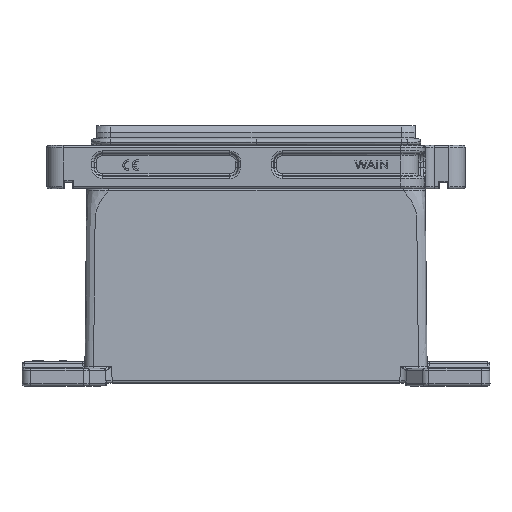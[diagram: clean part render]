
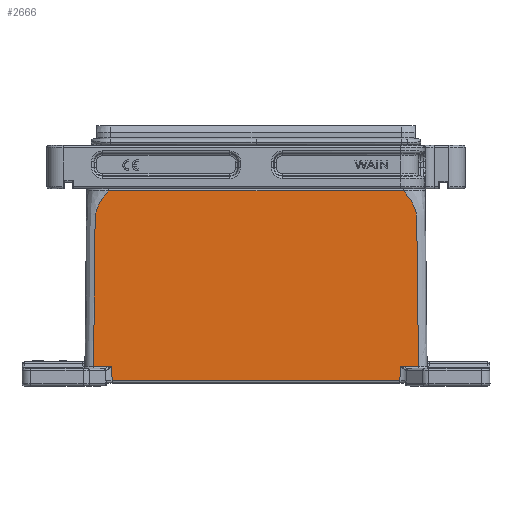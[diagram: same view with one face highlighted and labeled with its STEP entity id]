
A CAD part, top view. The second image highlights one B-rep face of the part: STEP entity #2666.
In plain terms, the highlighted planar face has unit normal (0, 0.011, 1).
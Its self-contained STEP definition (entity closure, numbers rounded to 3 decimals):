
#1363=FACE_OUTER_BOUND('',#6068,.T.);
#2666=ADVANCED_FACE('NONE',(#1363),#3748,.T.);
#3748=PLANE('',#22693);
#4606=B_SPLINE_CURVE_WITH_KNOTS('',3,(#34274,#34275,#34276,#34277),
 .UNSPECIFIED.,.F.,.F.,(4,4),(0.,1.),.UNSPECIFIED.);
#4642=B_SPLINE_CURVE_WITH_KNOTS('',3,(#34682,#34683,#34684,#34685),
 .UNSPECIFIED.,.F.,.F.,(4,4),(0.,1.),.UNSPECIFIED.);
#4644=B_SPLINE_CURVE_WITH_KNOTS('',3,(#34694,#34695,#34696,#34697,#34698,
#34699,#34700),.UNSPECIFIED.,.F.,.F.,(4,3,4),(0.,0.01,1.),
 .UNSPECIFIED.);
#4645=B_SPLINE_CURVE_WITH_KNOTS('',3,(#34701,#34702,#34703,#34704,#34705,
#34706,#34707,#34708,#34709,#34710,#34711,#34712),.UNSPECIFIED.,.F.,.F.,
(4,2,2,2,2,4),(0.,0.125,0.188,0.25,0.5,
1.),.UNSPECIFIED.);
#4646=B_SPLINE_CURVE_WITH_KNOTS('',3,(#34716,#34717,#34718,#34719,#34720,
#34721,#34722,#34723,#34724,#34725,#34726,#34727,#34728,#34729,#34730,#34731,
#34732,#34733,#34734,#34735,#34736,#34737,#34738,#34739,#34740,#34741,#34742,
#34743,#34744,#34745,#34746,#34747,#34748,#34749,#34750,#34751,#34752,#34753,
#34754,#34755,#34756,#34757,#34758,#34759,#34760,#34761,#34762,#34763,#34764,
#34765,#34766,#34767,#34768,#34769,#34770,#34771,#34772,#34773,#34774,#34775,
#34776),.UNSPECIFIED.,.F.,.F.,(4,1,1,1,1,1,1,1,2,2,2,2,1,1,1,1,1,2,2,2,
2,1,1,1,2,2,2,2,2,2,2,2,2,2,2,2,2,4),(0.,0.25,0.375,
0.437,0.469,0.484,0.492,
0.496,0.498,0.5,0.625,0.687,
0.719,0.734,0.742,0.746,
0.748,0.749,0.75,0.781,
0.797,0.805,0.809,0.811,
0.812,0.812,0.844,0.852,
0.855,0.859,0.867,0.871,
0.875,0.906,0.922,0.93,
0.937,1.),.UNSPECIFIED.);
#6068=EDGE_LOOP('',(#11423,#11424,#11425,#11426,#11427,#11428,#11429,#11430));
#7482=LINE('',#34272,#8787);
#7531=LINE('',#34692,#8836);
#7532=LINE('',#34714,#8837);
#8787=VECTOR('',#25141,1.);
#8836=VECTOR('',#25298,1.);
#8837=VECTOR('',#25299,1.);
#11423=ORIENTED_EDGE('',*,*,#19588,.T.);
#11424=ORIENTED_EDGE('',*,*,#19590,.F.);
#11425=ORIENTED_EDGE('',*,*,#19591,.T.);
#11426=ORIENTED_EDGE('',*,*,#19490,.T.);
#11427=ORIENTED_EDGE('',*,*,#19592,.F.);
#11428=ORIENTED_EDGE('',*,*,#19593,.F.);
#11429=ORIENTED_EDGE('',*,*,#19594,.F.);
#11430=ORIENTED_EDGE('',*,*,#19491,.T.);
#17156=VERTEX_POINT('',#33373);
#17224=VERTEX_POINT('',#34236);
#17226=VERTEX_POINT('',#34271);
#17227=VERTEX_POINT('',#34278);
#17272=VERTEX_POINT('',#34686);
#17273=VERTEX_POINT('',#34693);
#17274=VERTEX_POINT('',#34713);
#17275=VERTEX_POINT('',#34715);
#19490=EDGE_CURVE('NONE',#17156,#17226,#7482,.T.);
#19491=EDGE_CURVE('NONE',#17227,#17224,#4606,.T.);
#19588=EDGE_CURVE('NONE',#17224,#17272,#4642,.T.);
#19590=EDGE_CURVE('NONE',#17273,#17272,#7531,.T.);
#19591=EDGE_CURVE('NONE',#17273,#17156,#4644,.T.);
#19592=EDGE_CURVE('NONE',#17274,#17226,#4645,.T.);
#19593=EDGE_CURVE('NONE',#17275,#17274,#7532,.T.);
#19594=EDGE_CURVE('NONE',#17227,#17275,#4646,.T.);
#22693=AXIS2_PLACEMENT_3D('',#34777,#25300,#25301);
#25141=DIRECTION('',(1.,0.,0.));
#25298=DIRECTION('',(-1.,0.,0.));
#25299=DIRECTION('',(1.,0.,0.));
#25300=DIRECTION('',(0.,0.01,1.));
#25301=DIRECTION('',(0.,-1.,0.01));
#33373=CARTESIAN_POINT('',(174.507,8.989,-10.124));
#34236=CARTESIAN_POINT('',(41.459,8.99,-10.124));
#34271=CARTESIAN_POINT('',(182.942,8.99,-10.124));
#34272=CARTESIAN_POINT('',(25.911,8.99,-10.124));
#34274=CARTESIAN_POINT('',(33.024,8.99,-10.124));
#34275=CARTESIAN_POINT('',(35.835,8.99,-10.124));
#34276=CARTESIAN_POINT('',(38.647,8.99,-10.124));
#34277=CARTESIAN_POINT('',(41.459,8.99,-10.124));
#34278=CARTESIAN_POINT('',(33.024,8.99,-10.124));
#34682=CARTESIAN_POINT('',(41.459,8.99,-10.124));
#34683=CARTESIAN_POINT('',(41.49,6.763,-10.1));
#34684=CARTESIAN_POINT('',(41.522,4.537,-10.077));
#34685=CARTESIAN_POINT('',(41.554,2.311,-10.054));
#34686=CARTESIAN_POINT('',(41.554,2.311,-10.053));
#34692=CARTESIAN_POINT('',(38.439,2.311,-10.054));
#34693=CARTESIAN_POINT('',(174.411,2.311,-10.053));
#34694=CARTESIAN_POINT('',(174.41,2.244,-10.053));
#34695=CARTESIAN_POINT('',(174.411,2.266,-10.053));
#34696=CARTESIAN_POINT('',(174.411,2.288,-10.054));
#34697=CARTESIAN_POINT('',(174.411,2.311,-10.054));
#34698=CARTESIAN_POINT('',(174.443,4.537,-10.077));
#34699=CARTESIAN_POINT('',(174.475,6.763,-10.1));
#34700=CARTESIAN_POINT('',(174.507,8.989,-10.124));
#34701=CARTESIAN_POINT('',(175.942,90.011,-10.972));
#34702=CARTESIAN_POINT('',(178.167,87.668,-10.948));
#34703=CARTESIAN_POINT('',(180.187,84.959,-10.919));
#34704=CARTESIAN_POINT('',(181.906,80.139,-10.869));
#34705=CARTESIAN_POINT('',(182.21,78.41,-10.851));
#34706=CARTESIAN_POINT('',(182.259,74.939,-10.814));
#34707=CARTESIAN_POINT('',(182.269,73.203,-10.796));
#34708=CARTESIAN_POINT('',(182.361,64.526,-10.705));
#34709=CARTESIAN_POINT('',(182.432,57.584,-10.633));
#34710=CARTESIAN_POINT('',(182.651,36.758,-10.415));
#34711=CARTESIAN_POINT('',(182.796,22.874,-10.269));
#34712=CARTESIAN_POINT('',(182.942,8.99,-10.124));
#34713=CARTESIAN_POINT('',(175.942,90.011,-10.972));
#34714=CARTESIAN_POINT('',(32.63,90.011,-10.972));
#34715=CARTESIAN_POINT('',(40.023,90.011,-10.972));
#34716=CARTESIAN_POINT('',(33.024,8.99,-10.124));
#34717=CARTESIAN_POINT('',(33.095,15.762,-10.195));
#34718=CARTESIAN_POINT('',(33.201,25.921,-10.301));
#34719=CARTESIAN_POINT('',(33.325,37.773,-10.425));
#34720=CARTESIAN_POINT('',(33.387,43.699,-10.487));
#34721=CARTESIAN_POINT('',(33.418,46.662,-10.518));
#34722=CARTESIAN_POINT('',(33.434,48.144,-10.534));
#34723=CARTESIAN_POINT('',(33.441,48.884,-10.542));
#34724=CARTESIAN_POINT('',(33.445,49.255,-10.545));
#34725=CARTESIAN_POINT('',(33.447,49.413,-10.547));
#34726=CARTESIAN_POINT('',(33.448,49.519,-10.548));
#34727=CARTESIAN_POINT('',(33.448,49.523,-10.548));
#34728=CARTESIAN_POINT('',(33.518,56.17,-10.618));
#34729=CARTESIAN_POINT('',(33.57,61.135,-10.67));
#34730=CARTESIAN_POINT('',(33.623,66.215,-10.723));
#34731=CARTESIAN_POINT('',(33.636,67.513,-10.737));
#34732=CARTESIAN_POINT('',(33.651,68.868,-10.751));
#34733=CARTESIAN_POINT('',(33.656,69.398,-10.756));
#34734=CARTESIAN_POINT('',(33.66,69.757,-10.76));
#34735=CARTESIAN_POINT('',(33.661,69.871,-10.761));
#34736=CARTESIAN_POINT('',(33.662,69.912,-10.762));
#34737=CARTESIAN_POINT('',(33.662,69.929,-10.762));
#34738=CARTESIAN_POINT('',(33.662,69.935,-10.762));
#34739=CARTESIAN_POINT('',(33.662,69.939,-10.762));
#34740=CARTESIAN_POINT('',(33.661,69.89,-10.762));
#34741=CARTESIAN_POINT('',(33.679,71.622,-10.78));
#34742=CARTESIAN_POINT('',(33.693,72.886,-10.793));
#34743=CARTESIAN_POINT('',(33.706,74.155,-10.806));
#34744=CARTESIAN_POINT('',(33.709,74.475,-10.81));
#34745=CARTESIAN_POINT('',(33.713,74.797,-10.813));
#34746=CARTESIAN_POINT('',(33.714,74.919,-10.814));
#34747=CARTESIAN_POINT('',(33.715,74.993,-10.815));
#34748=CARTESIAN_POINT('',(33.715,75.013,-10.815));
#34749=CARTESIAN_POINT('',(33.715,75.018,-10.815));
#34750=CARTESIAN_POINT('',(33.715,75.021,-10.815));
#34751=CARTESIAN_POINT('',(33.715,74.984,-10.815));
#34752=CARTESIAN_POINT('',(33.727,76.251,-10.828));
#34753=CARTESIAN_POINT('',(33.746,77.193,-10.838));
#34754=CARTESIAN_POINT('',(33.804,78.011,-10.847));
#34755=CARTESIAN_POINT('',(33.816,78.156,-10.848));
#34756=CARTESIAN_POINT('',(33.835,78.347,-10.85));
#34757=CARTESIAN_POINT('',(33.841,78.405,-10.851));
#34758=CARTESIAN_POINT('',(33.867,78.619,-10.853));
#34759=CARTESIAN_POINT('',(33.881,78.726,-10.854));
#34760=CARTESIAN_POINT('',(33.927,79.044,-10.858));
#34761=CARTESIAN_POINT('',(33.963,79.255,-10.86));
#34762=CARTESIAN_POINT('',(34.023,79.569,-10.863));
#34763=CARTESIAN_POINT('',(34.045,79.673,-10.865));
#34764=CARTESIAN_POINT('',(34.089,79.881,-10.867));
#34765=CARTESIAN_POINT('',(34.125,80.033,-10.869));
#34766=CARTESIAN_POINT('',(34.24,80.513,-10.874));
#34767=CARTESIAN_POINT('',(34.423,81.168,-10.881));
#34768=CARTESIAN_POINT('',(34.905,82.445,-10.896));
#34769=CARTESIAN_POINT('',(35.1,82.918,-10.901));
#34770=CARTESIAN_POINT('',(35.463,83.69,-10.909));
#34771=CARTESIAN_POINT('',(35.595,83.957,-10.912));
#34772=CARTESIAN_POINT('',(35.887,84.508,-10.919));
#34773=CARTESIAN_POINT('',(36.066,84.827,-10.923));
#34774=CARTESIAN_POINT('',(37.438,87.132,-10.952));
#34775=CARTESIAN_POINT('',(38.798,88.712,-10.965));
#34776=CARTESIAN_POINT('',(40.022,90.011,-10.972));
#34777=CARTESIAN_POINT('',(25.911,91.,-10.983));
